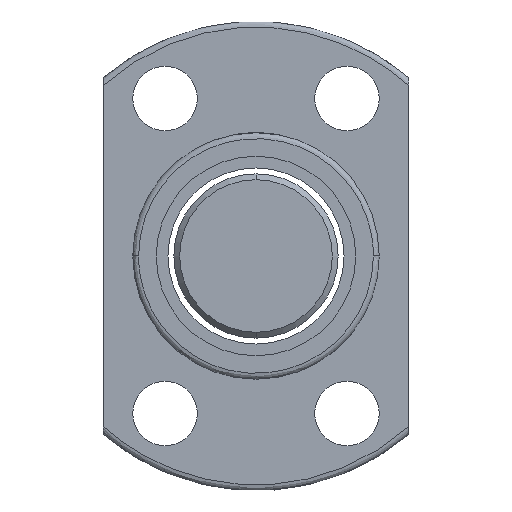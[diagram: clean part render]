
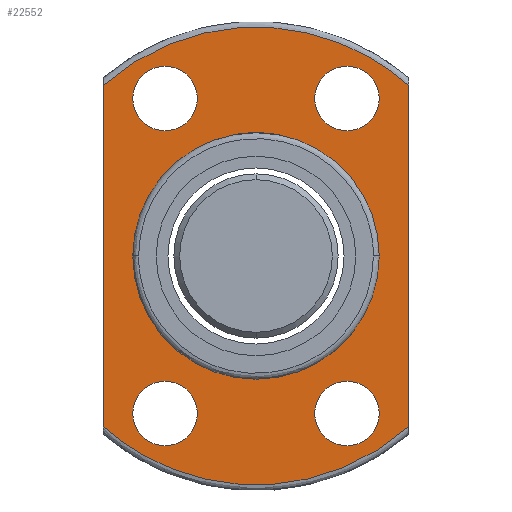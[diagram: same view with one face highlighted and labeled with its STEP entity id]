
A CAD part, left-side view. The second image highlights one B-rep face of the part: STEP entity #22552.
In plain terms, the highlighted planar face has unit normal (-1, 0, 0).
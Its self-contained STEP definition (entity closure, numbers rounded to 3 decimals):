
#10 = AXIS2_PLACEMENT_3D ( 'NONE', #8645, #10724, #12607 ) ;
#157 = CARTESIAN_POINT ( 'NONE',  ( -21., 10.5, -13.42 ) ) ;
#366 = CARTESIAN_POINT ( 'NONE',  ( -21., -10.5, -13.42 ) ) ;
#471 = CARTESIAN_POINT ( 'NONE',  ( -21., 7.75, -13.42 ) ) ;
#539 = DIRECTION ( 'NONE',  ( 0., -1., 0. ) ) ;
#739 = VERTEX_POINT ( 'NONE', #14067 ) ;
#833 = EDGE_CURVE ( 'NONE', #14498, #20782, #23561, .T. ) ;
#1052 = CARTESIAN_POINT ( 'NONE',  ( -21., -7.75, 13.42 ) ) ;
#1111 = AXIS2_PLACEMENT_3D ( 'NONE', #11994, #2646, #23022 ) ;
#1491 = ORIENTED_EDGE ( 'NONE', *, *, #20244, .F. ) ;
#1568 = VERTEX_POINT ( 'NONE', #9693 ) ;
#2018 = DIRECTION ( 'NONE',  ( -1., 0., 0. ) ) ;
#2097 = CIRCLE ( 'NONE', #21080, 2.75 ) ;
#2620 = EDGE_LOOP ( 'NONE', ( #10693, #1491 ) ) ;
#2646 = DIRECTION ( 'NONE',  ( -1., 0., 0. ) ) ;
#2745 = LINE ( 'NONE', #16563, #3578 ) ;
#2857 = EDGE_CURVE ( 'NONE', #3916, #21664, #2745, .T. ) ;
#3033 = CARTESIAN_POINT ( 'NONE',  ( -21., 5.219, 21.494 ) ) ;
#3118 = FACE_OUTER_BOUND ( 'NONE', #18203, .T. ) ;
#3171 = ORIENTED_EDGE ( 'NONE', *, *, #16585, .F. ) ;
#3383 = CARTESIAN_POINT ( 'NONE',  ( -21., -13., 14.534 ) ) ;
#3578 = VECTOR ( 'NONE', #20127, 1000. ) ;
#3692 = AXIS2_PLACEMENT_3D ( 'NONE', #5692, #9246, #16494 ) ;
#3698 = FACE_BOUND ( 'NONE', #2620, .T. ) ;
#3916 = VERTEX_POINT ( 'NONE', #17512 ) ;
#3957 = CIRCLE ( 'NONE', #1111, 2.75 ) ;
#3981 = ORIENTED_EDGE ( 'NONE', *, *, #2857, .F. ) ;
#4403 = ORIENTED_EDGE ( 'NONE', *, *, #11109, .F. ) ;
#4576 = FACE_BOUND ( 'NONE', #15927, .T. ) ;
#4781 = DIRECTION ( 'NONE',  ( 0., -1., 0. ) ) ;
#5125 = CARTESIAN_POINT ( 'NONE',  ( -21., -5.219, 21.494 ) ) ;
#5265 = CARTESIAN_POINT ( 'NONE',  ( -21., -13., 0. ) ) ;
#5283 = AXIS2_PLACEMENT_3D ( 'NONE', #1052, #8499, #4781 ) ;
#5340 = DIRECTION ( 'NONE',  ( 0., -1., 0. ) ) ;
#5402 = VERTEX_POINT ( 'NONE', #19171 ) ;
#5465 = DIRECTION ( 'NONE',  ( 0., -1., 0. ) ) ;
#5692 = CARTESIAN_POINT ( 'NONE',  ( -21., 0., 0. ) ) ;
#5769 = CARTESIAN_POINT ( 'NONE',  ( -21., 0., 0. ) ) ;
#5823 = DIRECTION ( 'NONE',  ( 0., 0., -1. ) ) ;
#5858 = CARTESIAN_POINT ( 'NONE',  ( -21., -13., -14.534 ) ) ;
#5894 = DIRECTION ( 'NONE',  ( 0., -1., 0. ) ) ;
#5990 = ORIENTED_EDGE ( 'NONE', *, *, #21212, .F. ) ;
#6847 = CARTESIAN_POINT ( 'NONE',  ( -21., -13., 14.534 ) ) ;
#7157 = ORIENTED_EDGE ( 'NONE', *, *, #7276, .F. ) ;
#7276 = EDGE_CURVE ( 'NONE', #14328, #739, #14900, .T. ) ;
#7558 =( BOUNDED_CURVE ( )  B_SPLINE_CURVE ( 3, ( #5858, #14866, #18549, #9642 ),
 .UNSPECIFIED., .F., .T. ) 
 B_SPLINE_CURVE_WITH_KNOTS ( ( 4, 4 ),
 ( 0., 1. ),
 .UNSPECIFIED. ) 
 CURVE ( )  GEOMETRIC_REPRESENTATION_ITEM ( )  RATIONAL_B_SPLINE_CURVE ( ( 1., 0.83, 0.83, 1. ) ) 
 REPRESENTATION_ITEM ( '' )  );
#7586 = VERTEX_POINT ( 'NONE', #11827 ) ;
#7741 = CARTESIAN_POINT ( 'NONE',  ( -21., -7.75, 13.42 ) ) ;
#7872 = DIRECTION ( 'NONE',  ( 0., -1., 0. ) ) ;
#8286 = ORIENTED_EDGE ( 'NONE', *, *, #23304, .F. ) ;
#8373 = ORIENTED_EDGE ( 'NONE', *, *, #833, .F. ) ;
#8499 = DIRECTION ( 'NONE',  ( -1., 0., 0. ) ) ;
#8606 = FACE_BOUND ( 'NONE', #17814, .T. ) ;
#8645 = CARTESIAN_POINT ( 'NONE',  ( -21., 15., 0. ) ) ;
#8661 = AXIS2_PLACEMENT_3D ( 'NONE', #5769, #2018, #11332 ) ;
#8796 = EDGE_CURVE ( 'NONE', #16085, #7586, #16858, .T. ) ;
#9026 = DIRECTION ( 'NONE',  ( -1., 0., 0. ) ) ;
#9246 = DIRECTION ( 'NONE',  ( -1., 0., 0. ) ) ;
#9642 = CARTESIAN_POINT ( 'NONE',  ( -21., 13., -14.534 ) ) ;
#9693 = CARTESIAN_POINT ( 'NONE',  ( -21., 10.5, 13.42 ) ) ;
#9767 =( BOUNDED_CURVE ( )  B_SPLINE_CURVE ( 3, ( #10588, #3033, #5125, #6847 ),
 .UNSPECIFIED., .F., .F. ) 
 B_SPLINE_CURVE_WITH_KNOTS ( ( 4, 4 ),
 ( 0., 1. ),
 .UNSPECIFIED. ) 
 CURVE ( )  GEOMETRIC_REPRESENTATION_ITEM ( )  RATIONAL_B_SPLINE_CURVE ( ( 1., 0.83, 0.83, 1. ) ) 
 REPRESENTATION_ITEM ( '' )  );
#9852 = EDGE_LOOP ( 'NONE', ( #15330, #8286 ) ) ;
#9873 = ORIENTED_EDGE ( 'NONE', *, *, #23192, .F. ) ;
#10588 = CARTESIAN_POINT ( 'NONE',  ( -21., 13., 14.534 ) ) ;
#10693 = ORIENTED_EDGE ( 'NONE', *, *, #14832, .F. ) ;
#10723 = DIRECTION ( 'NONE',  ( -1., 0., 0. ) ) ;
#10724 = DIRECTION ( 'NONE',  ( 1., 0., 0. ) ) ;
#11109 = EDGE_CURVE ( 'NONE', #739, #14328, #11859, .T. ) ;
#11320 = EDGE_CURVE ( 'NONE', #21664, #18850, #9767, .T. ) ;
#11332 = DIRECTION ( 'NONE',  ( 0., 1., 0. ) ) ;
#11508 = DIRECTION ( 'NONE',  ( 0., -1., 0. ) ) ;
#11711 = EDGE_CURVE ( 'NONE', #5402, #20961, #19908, .T. ) ;
#11827 = CARTESIAN_POINT ( 'NONE',  ( -21., -5., -13.42 ) ) ;
#11859 = CIRCLE ( 'NONE', #8661, 10.5 ) ;
#11994 = CARTESIAN_POINT ( 'NONE',  ( -21., -7.75, -13.42 ) ) ;
#12104 = VECTOR ( 'NONE', #5823, 1000. ) ;
#12607 = DIRECTION ( 'NONE',  ( 0., 1., 0. ) ) ;
#12949 = EDGE_LOOP ( 'NONE', ( #8373, #13295 ) ) ;
#13295 = ORIENTED_EDGE ( 'NONE', *, *, #19767, .F. ) ;
#13369 = VERTEX_POINT ( 'NONE', #16459 ) ;
#13520 = FACE_BOUND ( 'NONE', #9852, .T. ) ;
#13578 = CIRCLE ( 'NONE', #20166, 2.75 ) ;
#14067 = CARTESIAN_POINT ( 'NONE',  ( -21., 10.5, 0. ) ) ;
#14328 = VERTEX_POINT ( 'NONE', #15422 ) ;
#14370 = CARTESIAN_POINT ( 'NONE',  ( -21., 5., -13.42 ) ) ;
#14498 = VERTEX_POINT ( 'NONE', #14370 ) ;
#14832 = EDGE_CURVE ( 'NONE', #13369, #1568, #14861, .T. ) ;
#14861 = CIRCLE ( 'NONE', #21430, 2.75 ) ;
#14866 = CARTESIAN_POINT ( 'NONE',  ( -21., -5.219, -21.494 ) ) ;
#14900 = CIRCLE ( 'NONE', #3692, 10.5 ) ;
#15330 = ORIENTED_EDGE ( 'NONE', *, *, #8796, .F. ) ;
#15422 = CARTESIAN_POINT ( 'NONE',  ( -21., -10.5, 0. ) ) ;
#15721 = CARTESIAN_POINT ( 'NONE',  ( -21., -10.5, 13.42 ) ) ;
#15927 = EDGE_LOOP ( 'NONE', ( #4403, #7157 ) ) ;
#16085 = VERTEX_POINT ( 'NONE', #366 ) ;
#16305 = CARTESIAN_POINT ( 'NONE',  ( -21., -13., -14.534 ) ) ;
#16459 = CARTESIAN_POINT ( 'NONE',  ( -21., 5., 13.42 ) ) ;
#16494 = DIRECTION ( 'NONE',  ( 0., 1., 0. ) ) ;
#16563 = CARTESIAN_POINT ( 'NONE',  ( -21., 13., 0. ) ) ;
#16585 = EDGE_CURVE ( 'NONE', #19659, #3916, #7558, .T. ) ;
#16858 = CIRCLE ( 'NONE', #19810, 2.75 ) ;
#16997 = LINE ( 'NONE', #5265, #12104 ) ;
#17512 = CARTESIAN_POINT ( 'NONE',  ( -21., 13., -14.534 ) ) ;
#17814 = EDGE_LOOP ( 'NONE', ( #9873, #19794 ) ) ;
#17959 = AXIS2_PLACEMENT_3D ( 'NONE', #18425, #18972, #5894 ) ;
#18203 = EDGE_LOOP ( 'NONE', ( #3981, #3171, #5990, #23281 ) ) ;
#18240 = CARTESIAN_POINT ( 'NONE',  ( -21., 7.75, 13.42 ) ) ;
#18425 = CARTESIAN_POINT ( 'NONE',  ( -21., 7.75, -13.42 ) ) ;
#18549 = CARTESIAN_POINT ( 'NONE',  ( -21., 5.219, -21.494 ) ) ;
#18703 = CIRCLE ( 'NONE', #19298, 2.75 ) ;
#18749 = FACE_BOUND ( 'NONE', #12949, .T. ) ;
#18850 = VERTEX_POINT ( 'NONE', #3383 ) ;
#18972 = DIRECTION ( 'NONE',  ( -1., 0., 0. ) ) ;
#19171 = CARTESIAN_POINT ( 'NONE',  ( -21., -5., 13.42 ) ) ;
#19298 = AXIS2_PLACEMENT_3D ( 'NONE', #7741, #22471, #11508 ) ;
#19659 = VERTEX_POINT ( 'NONE', #16305 ) ;
#19767 = EDGE_CURVE ( 'NONE', #20782, #14498, #2097, .T. ) ;
#19794 = ORIENTED_EDGE ( 'NONE', *, *, #11711, .F. ) ;
#19810 = AXIS2_PLACEMENT_3D ( 'NONE', #22590, #20918, #539 ) ;
#19908 = CIRCLE ( 'NONE', #5283, 2.75 ) ;
#20029 = CARTESIAN_POINT ( 'NONE',  ( -21., 7.75, 13.42 ) ) ;
#20127 = DIRECTION ( 'NONE',  ( 0., 0., 1. ) ) ;
#20166 = AXIS2_PLACEMENT_3D ( 'NONE', #18240, #9026, #5465 ) ;
#20244 = EDGE_CURVE ( 'NONE', #1568, #13369, #13578, .T. ) ;
#20782 = VERTEX_POINT ( 'NONE', #157 ) ;
#20918 = DIRECTION ( 'NONE',  ( -1., 0., 0. ) ) ;
#20961 = VERTEX_POINT ( 'NONE', #15721 ) ;
#21080 = AXIS2_PLACEMENT_3D ( 'NONE', #471, #22603, #7872 ) ;
#21212 = EDGE_CURVE ( 'NONE', #18850, #19659, #16997, .T. ) ;
#21430 = AXIS2_PLACEMENT_3D ( 'NONE', #20029, #10723, #5340 ) ;
#21664 = VERTEX_POINT ( 'NONE', #22167 ) ;
#22167 = CARTESIAN_POINT ( 'NONE',  ( -21., 13., 14.534 ) ) ;
#22471 = DIRECTION ( 'NONE',  ( -1., 0., 0. ) ) ;
#22552 = ADVANCED_FACE ( 'NONE', ( #3118, #18749, #13520, #8606, #3698, #4576 ), #23477, .F. ) ;
#22590 = CARTESIAN_POINT ( 'NONE',  ( -21., -7.75, -13.42 ) ) ;
#22603 = DIRECTION ( 'NONE',  ( -1., 0., 0. ) ) ;
#23022 = DIRECTION ( 'NONE',  ( 0., -1., 0. ) ) ;
#23192 = EDGE_CURVE ( 'NONE', #20961, #5402, #18703, .T. ) ;
#23281 = ORIENTED_EDGE ( 'NONE', *, *, #11320, .F. ) ;
#23304 = EDGE_CURVE ( 'NONE', #7586, #16085, #3957, .T. ) ;
#23477 = PLANE ( 'NONE',  #10 ) ;
#23561 = CIRCLE ( 'NONE', #17959, 2.75 ) ;
